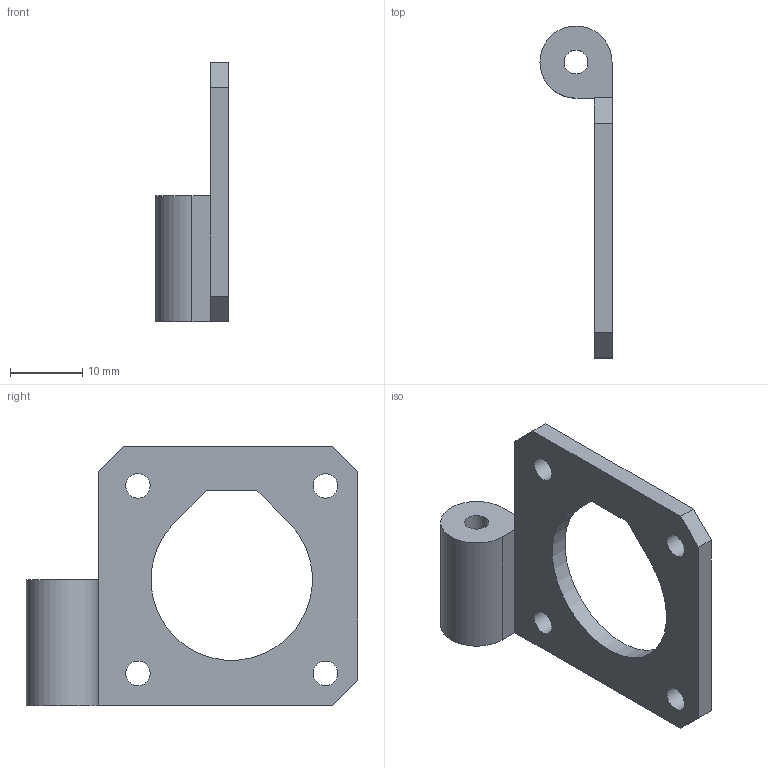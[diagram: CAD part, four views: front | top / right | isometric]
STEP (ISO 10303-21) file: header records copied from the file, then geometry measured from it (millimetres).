
FILE_DESCRIPTION(('FreeCAD Model'),'2;1');
FILE_NAME('soporte.step', '2016-12-25T13:11:47',('DiegoLale'),('Lalebots'), 'Open CASCADE STEP processor 6.8','FreeCAD','Unknown');
FILE_SCHEMA(('AUTOMOTIVE_DESIGN_CC2 { 1 2 10303 214 -1 1 5 4 }'));
Length unit declared in the file: millimetre
Products named in the file (2): ASSEMBLY; Chamfer_(Mirror_#1)
Assembly tree (1 placements, depth 2):
  ASSEMBLY
    Chamfer_(Mirror_#1)
Bounding box: 10 x 46 x 36 mm (x, y, z)
Volume: 3400.1 mm3; surface area: 3129.2 mm2
Topology: 1 solids, 1 shells, 21 faces, 59 edges, 40 vertices
Faces by surface type: plane 14, cylinder 7
Full cylindrical faces by diameter (mm): 3.3 x1, 3.4 x4
Entity records: 1543 total; most frequent: CARTESIAN_POINT 300, DIRECTION 227, LINE 149, VECTOR 149, ORIENTED_EDGE 118, PCURVE 118, DEFINITIONAL_REPRESENTATION 118, EDGE_CURVE 59
